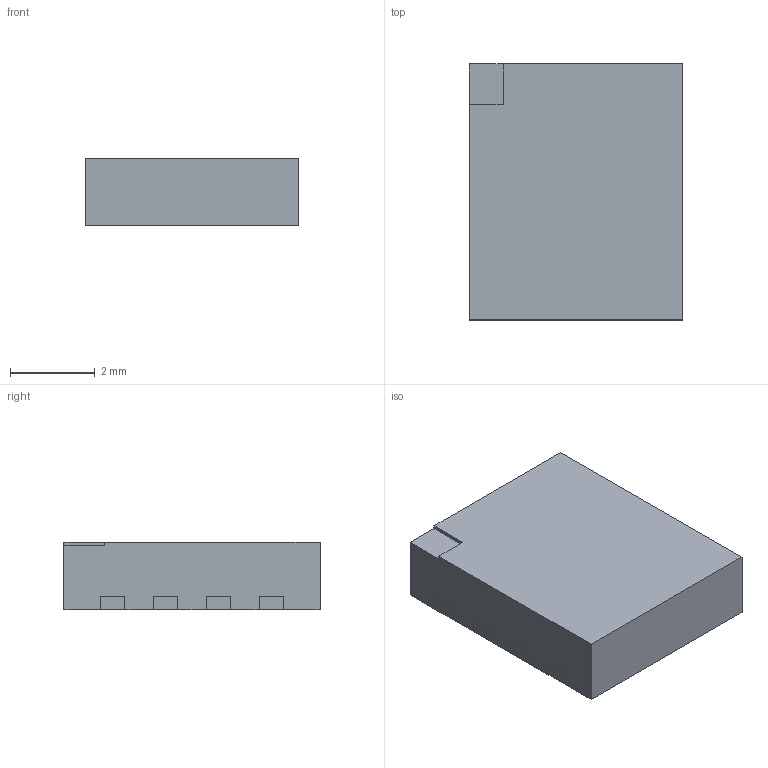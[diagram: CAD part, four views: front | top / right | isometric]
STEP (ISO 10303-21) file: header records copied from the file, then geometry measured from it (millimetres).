
FILE_DESCRIPTION(('FreeCAD Model'),'2;1');
FILE_NAME('Scale001.step','2020-01-12T20:08:07',( 'kicad StepUp'),('ksu MCAD'),'Open CASCADE STEP processor 7.3', 'FreeCAD','Unknown');
FILE_SCHEMA(('AUTOMOTIVE_DESIGN { 1 0 10303 214 1 1 1 1 }'));
Length unit declared in the file: millimetre
Products named in the file (1): Scale001
Bounding box: 5.04 x 6.05 x 1.6 mm (x, y, z)
Volume: 48.7 mm3; surface area: 143.4 mm2
Topology: 10 solids, 10 shells, 110 faces, 267 edges, 178 vertices
Faces by surface type: bspline 110
Entity records: 3738 total; most frequent: CARTESIAN_POINT 1313, ORIENTED_EDGE 534, EDGE_CURVE 267, B_SPLINE_CURVE_WITH_KNOTS 219, VERTEX_POINT 178, FACE_BOUND 111, EDGE_LOOP 111, ADVANCED_FACE 110
